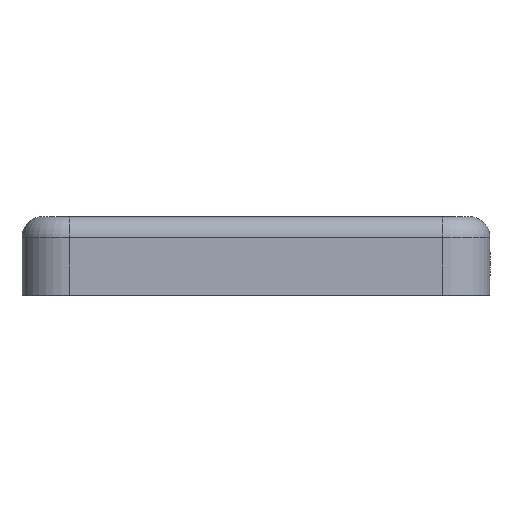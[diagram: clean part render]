
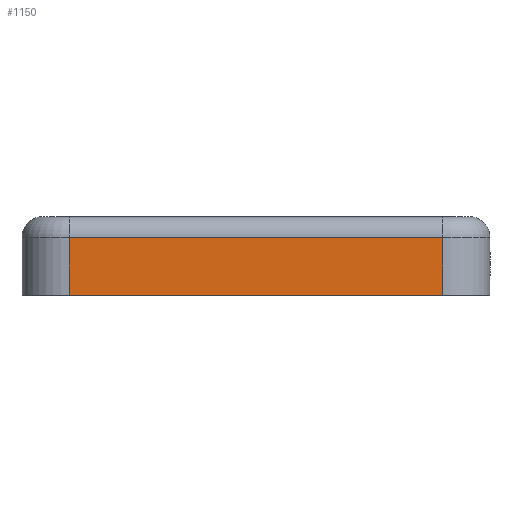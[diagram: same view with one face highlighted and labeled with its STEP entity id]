
A CAD part, left-side view. The second image highlights one B-rep face of the part: STEP entity #1150.
In plain terms, the highlighted face is planar.
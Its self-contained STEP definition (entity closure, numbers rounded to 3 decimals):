
#28=LINE('',#1800,#116);
#29=LINE('',#1803,#117);
#30=LINE('',#1805,#118);
#31=LINE('',#1807,#119);
#116=VECTOR('',#1407,1000.);
#117=VECTOR('',#1408,1000.);
#118=VECTOR('',#1409,1000.);
#119=VECTOR('',#1410,1000.);
#201=PLANE('',#1238);
#269=ORIENTED_EDGE('',*,*,#613,.T.);
#270=ORIENTED_EDGE('',*,*,#614,.F.);
#271=ORIENTED_EDGE('',*,*,#615,.F.);
#272=ORIENTED_EDGE('',*,*,#616,.T.);
#613=EDGE_CURVE('',#785,#786,#28,.T.);
#614=EDGE_CURVE('',#787,#786,#29,.T.);
#615=EDGE_CURVE('',#788,#787,#30,.T.);
#616=EDGE_CURVE('',#788,#785,#31,.T.);
#785=VERTEX_POINT('',#1801);
#786=VERTEX_POINT('',#1802);
#787=VERTEX_POINT('',#1804);
#788=VERTEX_POINT('',#1806);
#975=EDGE_LOOP('',(#269,#270,#271,#272));
#1059=FACE_BOUND('',#975,.T.);
#1150=ADVANCED_FACE('',(#1059),#201,.T.);
#1238=AXIS2_PLACEMENT_3D('',#1799,#1405,#1406);
#1405=DIRECTION('',(0.,0.,-1.));
#1406=DIRECTION('',(-1.,0.,0.));
#1407=DIRECTION('',(-1.,0.,0.));
#1408=DIRECTION('',(0.,-1.,0.));
#1409=DIRECTION('',(-1.,0.,0.));
#1410=DIRECTION('',(0.,-1.,0.));
#1799=CARTESIAN_POINT('',(7.1,0.,-10.3));
#1800=CARTESIAN_POINT('',(7.1,-3.,-10.3));
#1801=CARTESIAN_POINT('',(7.1,-3.,-10.3));
#1802=CARTESIAN_POINT('',(-7.1,-3.,-10.3));
#1803=CARTESIAN_POINT('',(-7.1,0.,-10.3));
#1804=CARTESIAN_POINT('',(-7.1,-0.8,-10.3));
#1805=CARTESIAN_POINT('',(7.1,-0.8,-10.3));
#1806=CARTESIAN_POINT('',(7.1,-0.8,-10.3));
#1807=CARTESIAN_POINT('',(7.1,0.,-10.3));
